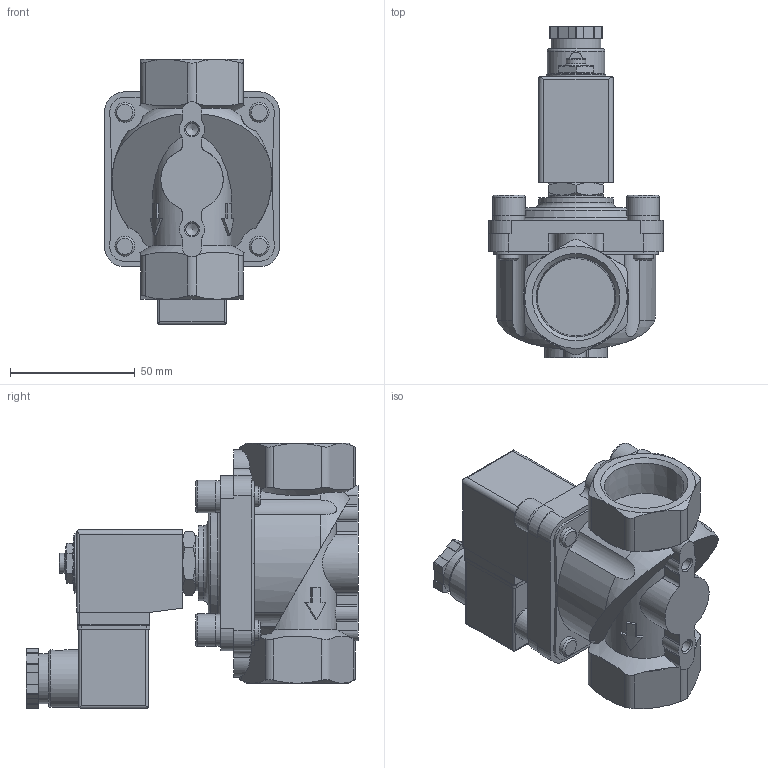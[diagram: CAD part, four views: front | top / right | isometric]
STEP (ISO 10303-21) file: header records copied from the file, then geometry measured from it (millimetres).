
FILE_DESCRIPTION(/* description */ ('STEP AP214'),/* implementation_level */ '2;1');
FILE_NAME(/* name */ '1492298_VZWF-B-L-M22C-N1-275-V-2AP4-6-R1',/* time_stamp */ '2024-09-18T07:42:57+02:00',/* author */ ('License CC BY-ND 4.0'),/* organization */ ('CADENAS'),/* preprocessor_version */ 'ST-DEVELOPER v19.3',/* originating_system */ 'PARTsolutions',/* authorisation */ ' ');
FILE_SCHEMA (('AUTOMOTIVE_DESIGN {1 0 10303 214 3 1 1}'));
Length unit declared in the file: millimetre
Products named in the file (4): 1492298 VZWF-B-L-M22C-N1-275-V-2AP4-6-R1; 1001800 VZWF-B-L-M22C-N1-275-V-2AP4-6-R1-G; 1002001 VACN-HP-A1-2A; 550067 MSSD-N---(0)
Assembly tree (3 placements, depth 2):
  1492298 VZWF-B-L-M22C-N1-275-V-2AP4-6-R1
    1001800 VZWF-B-L-M22C-N1-275-V-2AP4-6-R1-G
    1002001 VACN-HP-A1-2A
    550067 MSSD-N---(0)
Bounding box: 70 x 132.85 x 106.15 mm (x, y, z)
Volume: 287212.6 mm3; surface area: 56141.7 mm2
Topology: 3 solids, 3 shells, 533 faces, 1362 edges, 888 vertices
Faces by surface type: plane 329, cylinder 141, cone 51, torus 12
Full cylindrical faces by diameter (mm): 0.9 x2, 2.12 x1, 2.459 x1, 3 x4, 4.917 x2, 5 x1, 6 x1, 6.6 x1, 7 x2, 8 x5, 8.5 x1, 10 x1, 10.1 x1, 11 x1, 12.7 x4, 13 x4, 13.3 x1, 14.58 x1, 14.65 x1, 18 x1, 20 x1, 20.2 x2, 22 x2, 23 x1, 24 x1, 30 x1
Entity records: 17559 total; most frequent: CARTESIAN_POINT 3218, DIRECTION 2543, ORIENTED_EDGE 2530, EDGE_CURVE 1265, AXIS2_PLACEMENT_3D 884, VERTEX_POINT 873, LINE 775, VECTOR 775
